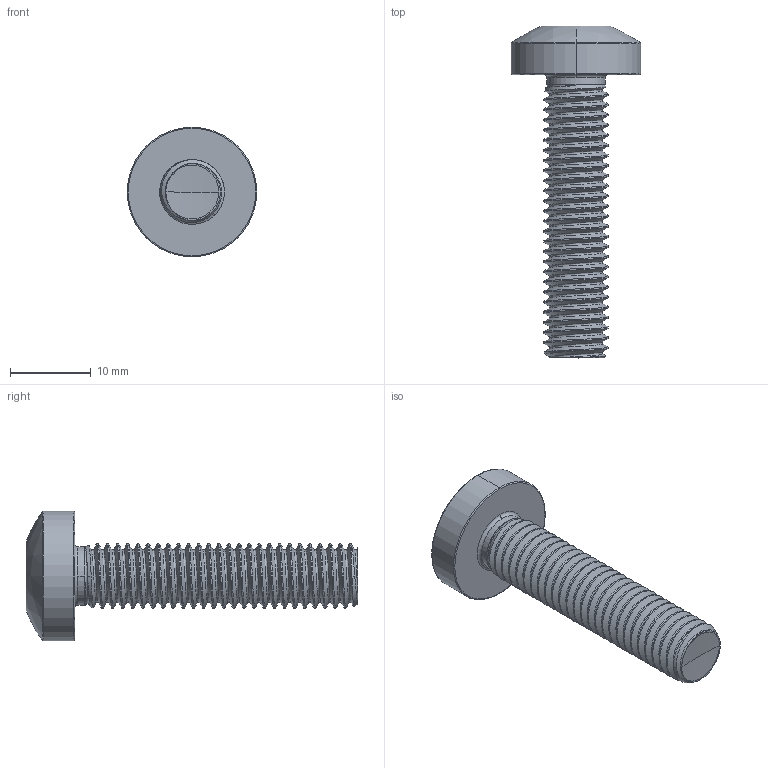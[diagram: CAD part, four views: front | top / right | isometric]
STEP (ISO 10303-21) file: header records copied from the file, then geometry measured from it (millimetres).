
FILE_DESCRIPTION (( 'STEP AP203' ), '1' );
FILE_NAME ('STM390800350.STEP', '2020-12-23T19:27:09', ( '' ), ( '' ), 'SwSTEP 2.0', 'SolidWorks 2015', '' );
FILE_SCHEMA (( 'CONFIG_CONTROL_DESIGN' ));
Products named in the file (2): STM390800350
Bounding box: 16 x 41 x 16 mm (x, y, z)
Volume: 2347.5 mm3; surface area: 2002.9 mm2
Topology: 1 solids, 1 shells, 125 faces, 335 edges, 212 vertices
Faces by surface type: cylinder 75, bspline 18, torus 13, cone 12, sphere 4, plane 3
Entity records: 31648 total; most frequent: CARTESIAN_POINT 28878, ORIENTED_EDGE 666, DIRECTION 430, EDGE_CURVE 333, VERTEX_POINT 212, AXIS2_PLACEMENT_3D 173, EDGE_LOOP 127, ADVANCED_FACE 125
